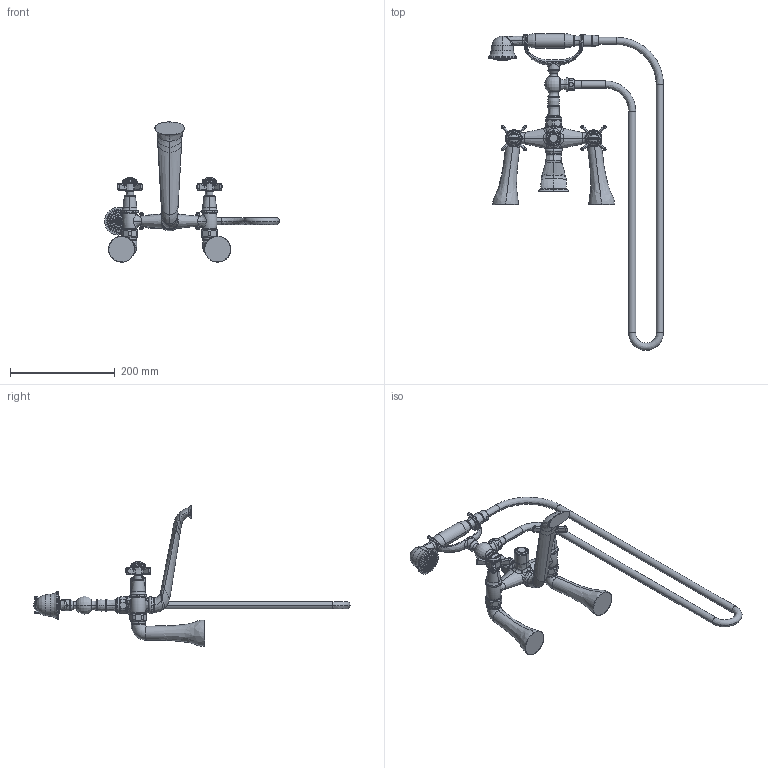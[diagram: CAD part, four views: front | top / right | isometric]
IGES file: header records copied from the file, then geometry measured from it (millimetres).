
Start section:  PTC IGES file: 1013.igs
Global section: file name: 1013.igs; native system: Creo Parametric by PTC Inc.; preprocessor: 2018400; author: jinson.thomas; organization: Unknown; date: 20210114.145850; units: inch
Bounding box: 334.8 x 606.04 x 268.56 mm (x, y, z)
Volume: 1006949.8 mm3; surface area: 193647 mm2
Topology: 1 solids, 2 shells, 1030 faces, 2885 edges, 1986 vertices
Faces by surface type: revolution 667, bspline 359, extrusion 4
